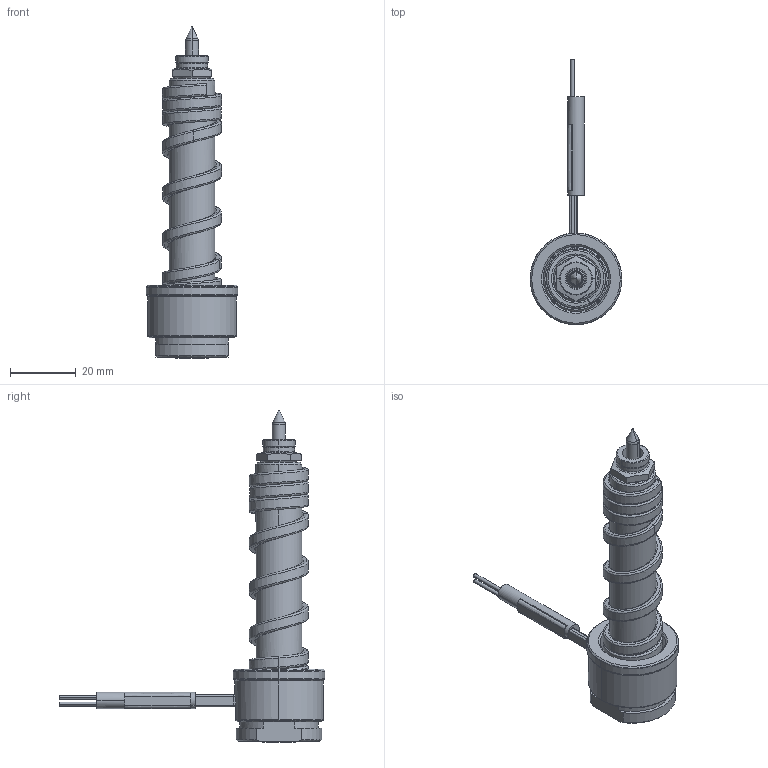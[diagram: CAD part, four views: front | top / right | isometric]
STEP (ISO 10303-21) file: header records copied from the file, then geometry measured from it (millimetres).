
FILE_DESCRIPTION((''),'2;1');
FILE_NAME('ML-96-BKV-N','2014-03-03T',('Íàòàëüÿ'),('IMID'),'PRO/ENGINEER BY PARAMETRIC TECHNOLOGY CORPORATION, 2010180','PRO/ENGINEER BY PARAMETRIC TECHNOLOGY CORPORATION, 2010180','');
FILE_SCHEMA(('CONFIG_CONTROL_DESIGN'));
Length unit declared in the file: millimetre
Products named in the file (1): ML-96-BKV-N
Bounding box: 28 x 81 x 101.2 mm (x, y, z)
Volume: 22387 mm3; surface area: 15078.6 mm2
Topology: 1 solids, 9 shells, 330 faces, 881 edges, 527 vertices
Faces by surface type: cylinder 104, cone 60, bspline 58, plane 58, torus 30, revolution 9, extrusion 7, sphere 4
Entity records: 18322 total; most frequent: CARTESIAN_POINT 10449, ORIENTED_EDGE 1730, DIRECTION 1520, EDGE_CURVE 877, AXIS2_PLACEMENT_3D 610, VERTEX_POINT 527, EDGE_LOOP 356, CIRCLE 353
